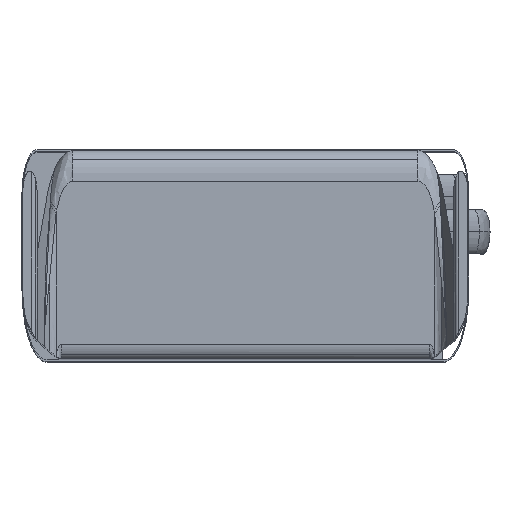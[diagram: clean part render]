
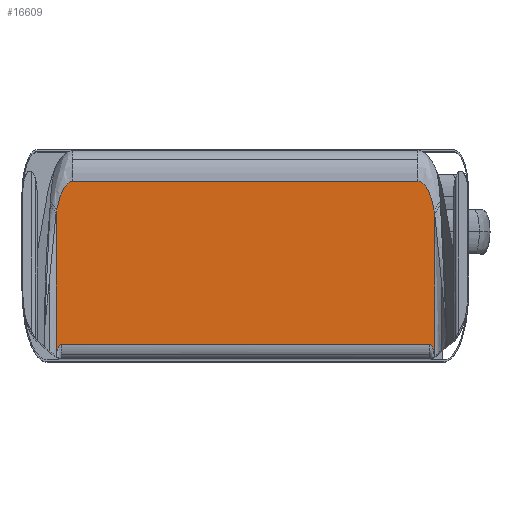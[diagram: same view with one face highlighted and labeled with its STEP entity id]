
A CAD part, top view. The second image highlights one B-rep face of the part: STEP entity #16609.
In plain terms, the highlighted planar face has unit normal (0, 0, 1).
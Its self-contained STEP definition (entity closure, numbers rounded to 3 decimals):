
#242 = LINE ( 'NONE', #25598, #5658 ) ;
#421 = CARTESIAN_POINT ( 'NONE',  ( 9.589, -5.07, 44.5 ) ) ;
#728 = VECTOR ( 'NONE', #26800, 1000. ) ;
#907 = CARTESIAN_POINT ( 'NONE',  ( -0.964, -12.043, 44.5 ) ) ;
#1333 = LINE ( 'NONE', #10187, #15468 ) ;
#1384 = EDGE_CURVE ( 'NONE', #28737, #27473, #5850, .T. ) ;
#1503 = VERTEX_POINT ( 'NONE', #23555 ) ;
#1637 = CARTESIAN_POINT ( 'NONE',  ( 9.217, -4.97, 44.5 ) ) ;
#1806 = CARTESIAN_POINT ( 'NONE',  ( -9.214, -4.972, 44.5 ) ) ;
#1816 = VERTEX_POINT ( 'NONE', #25975 ) ;
#1820 = CARTESIAN_POINT ( 'NONE',  ( -9.225, 2.003, 44.5 ) ) ;
#1985 = VECTOR ( 'NONE', #21964, 1000. ) ;
#2516 = CARTESIAN_POINT ( 'NONE',  ( -9.225, -5.07, 44.5 ) ) ;
#2564 = PLANE ( 'NONE',  #27783 ) ;
#4187 = CARTESIAN_POINT ( 'NONE',  ( 9.225, -5.07, 44.5 ) ) ;
#4372 = CARTESIAN_POINT ( 'NONE',  ( -9.214, -4.972, 44.5 ) ) ;
#4802 =( BOUNDED_CURVE ( )  B_SPLINE_CURVE ( 3, ( #18482, #27549, #20779, #9339 ),
 .UNSPECIFIED., .F., .F. ) 
 B_SPLINE_CURVE_WITH_KNOTS ( ( 4, 4 ),
 ( 0., 1. ),
 .UNSPECIFIED. ) 
 CURVE ( )  GEOMETRIC_REPRESENTATION_ITEM ( )  RATIONAL_B_SPLINE_CURVE ( ( 1., 1., 1., 1. ) ) 
 REPRESENTATION_ITEM ( '' )  );
#4965 = CARTESIAN_POINT ( 'NONE',  ( -0.63, -4.37, 44.5 ) ) ;
#5007 = ORIENTED_EDGE ( 'NONE', *, *, #6515, .F. ) ;
#5059 = ORIENTED_EDGE ( 'NONE', *, *, #12096, .F. ) ;
#5192 = EDGE_CURVE ( 'NONE', #20529, #27979, #15328, .T. ) ;
#5658 = VECTOR ( 'NONE', #23010, 1000. ) ;
#5662 = EDGE_CURVE ( 'NONE', #13491, #28737, #9984, .T. ) ;
#5850 = LINE ( 'NONE', #4187, #728 ) ;
#6515 = EDGE_CURVE ( 'NONE', #15481, #13491, #28678, .T. ) ;
#6612 = CARTESIAN_POINT ( 'NONE',  ( -9.192, 2.188, 44.5 ) ) ;
#7022 = VERTEX_POINT ( 'NONE', #17970 ) ;
#7187 = EDGE_CURVE ( 'NONE', #1503, #1816, #13023, .T. ) ;
#7418 = ORIENTED_EDGE ( 'NONE', *, *, #5662, .F. ) ;
#8229 = LINE ( 'NONE', #26909, #19379 ) ;
#8438 = CARTESIAN_POINT ( 'NONE',  ( 9.04, 3.058, 44.5 ) ) ;
#8803 = CARTESIAN_POINT ( 'NONE',  ( 9.22, -4.967, 44.5 ) ) ;
#8842 = ORIENTED_EDGE ( 'NONE', *, *, #28402, .F. ) ;
#9339 = CARTESIAN_POINT ( 'NONE',  ( -9.223, -4.965, 44.5 ) ) ;
#9519 = CARTESIAN_POINT ( 'NONE',  ( -8.41, 3.57, 44.5 ) ) ;
#9760 = VERTEX_POINT ( 'NONE', #9902 ) ;
#9902 = CARTESIAN_POINT ( 'NONE',  ( -9.223, -4.965, 44.5 ) ) ;
#9965 = CARTESIAN_POINT ( 'NONE',  ( 9.214, -4.972, 44.5 ) ) ;
#9984 = LINE ( 'NONE', #12415, #13197 ) ;
#10187 = CARTESIAN_POINT ( 'NONE',  ( 9.762, -4.503, 44.5 ) ) ;
#10966 = ORIENTED_EDGE ( 'NONE', *, *, #24273, .F. ) ;
#11046 = EDGE_CURVE ( 'NONE', #12265, #15481, #242, .T. ) ;
#12096 = EDGE_CURVE ( 'NONE', #12150, #12265, #21235, .T. ) ;
#12150 = VERTEX_POINT ( 'NONE', #6612 ) ;
#12265 = VERTEX_POINT ( 'NONE', #9519 ) ;
#12381 = ORIENTED_EDGE ( 'NONE', *, *, #27634, .F. ) ;
#12415 = CARTESIAN_POINT ( 'NONE',  ( 9.984, -2.336, 44.5 ) ) ;
#12440 = CARTESIAN_POINT ( 'NONE',  ( -8.75, 3.57, 44.5 ) ) ;
#13023 =( BOUNDED_CURVE ( )  B_SPLINE_CURVE ( 3, ( #29569, #8803, #1637, #13528 ),
 .UNSPECIFIED., .F., .F. ) 
 B_SPLINE_CURVE_WITH_KNOTS ( ( 4, 4 ),
 ( 0., 1. ),
 .UNSPECIFIED. ) 
 CURVE ( )  GEOMETRIC_REPRESENTATION_ITEM ( )  RATIONAL_B_SPLINE_CURVE ( ( 1., 1., 1., 1. ) ) 
 REPRESENTATION_ITEM ( '' )  );
#13138 = ORIENTED_EDGE ( 'NONE', *, *, #11046, .F. ) ;
#13197 = VECTOR ( 'NONE', #19412, 1000. ) ;
#13491 = VERTEX_POINT ( 'NONE', #22233 ) ;
#13528 = CARTESIAN_POINT ( 'NONE',  ( 9.214, -4.972, 44.5 ) ) ;
#14063 = CARTESIAN_POINT ( 'NONE',  ( 8.972, -4.37, 44.5 ) ) ;
#14703 = CARTESIAN_POINT ( 'NONE',  ( -9.192, 2.188, 44.5 ) ) ;
#15005 = CARTESIAN_POINT ( 'NONE',  ( 9.192, 2.188, 44.5 ) ) ;
#15073 = VECTOR ( 'NONE', #28648, 1000. ) ;
#15247 = CARTESIAN_POINT ( 'NONE',  ( -8.972, -4.37, 44.5 ) ) ;
#15328 =( BOUNDED_CURVE ( )  B_SPLINE_CURVE ( 2, ( #22726, #24717, #1806 ),
 .UNSPECIFIED., .F., .F. ) 
 B_SPLINE_CURVE_WITH_KNOTS ( ( 3, 3 ),
 ( 0., 1. ),
 .UNSPECIFIED. ) 
 CURVE ( )  GEOMETRIC_REPRESENTATION_ITEM ( )  RATIONAL_B_SPLINE_CURVE ( ( 1., 0.735, 0.949 ) ) 
 REPRESENTATION_ITEM ( '' )  );
#15468 = VECTOR ( 'NONE', #28843, 1000. ) ;
#15481 = VERTEX_POINT ( 'NONE', #20378 ) ;
#15884 = CARTESIAN_POINT ( 'NONE',  ( 9.225, -4.963, 44.5 ) ) ;
#16419 = FACE_OUTER_BOUND ( 'NONE', #18871, .T. ) ;
#16539 = LINE ( 'NONE', #4965, #15073 ) ;
#16609 = ADVANCED_FACE ( 'NONE', ( #16419 ), #2564, .F. ) ;
#16724 = DIRECTION ( 'NONE',  ( 0., -1., 0. ) ) ;
#16857 = CARTESIAN_POINT ( 'NONE',  ( -9.04, 3.058, 44.5 ) ) ;
#17546 = DIRECTION ( 'NONE',  ( 0.172, 0.985, 0. ) ) ;
#17633 = ORIENTED_EDGE ( 'NONE', *, *, #1384, .F. ) ;
#17761 = EDGE_CURVE ( 'NONE', #23475, #20529, #16539, .T. ) ;
#17785 = ORIENTED_EDGE ( 'NONE', *, *, #5192, .F. ) ;
#17970 = CARTESIAN_POINT ( 'NONE',  ( -9.225, -4.963, 44.5 ) ) ;
#18482 = CARTESIAN_POINT ( 'NONE',  ( -9.214, -4.972, 44.5 ) ) ;
#18871 = EDGE_LOOP ( 'NONE', ( #10966, #21283, #23790, #17633, #7418, #5007, #13138, #5059, #12381, #19495, #28431, #8842, #17785, #28462 ) ) ;
#18954 = CARTESIAN_POINT ( 'NONE',  ( 9.196, -4.61, 44.5 ) ) ;
#19318 = VERTEX_POINT ( 'NONE', #1820 ) ;
#19379 = VECTOR ( 'NONE', #17546, 1000. ) ;
#19412 = DIRECTION ( 'NONE',  ( 0.172, -0.985, 0. ) ) ;
#19495 = ORIENTED_EDGE ( 'NONE', *, *, #29008, .F. ) ;
#19562 =( BOUNDED_CURVE ( )  B_SPLINE_CURVE ( 3, ( #9965, #18954, #21409, #14063 ),
 .UNSPECIFIED., .F., .F. ) 
 B_SPLINE_CURVE_WITH_KNOTS ( ( 4, 4 ),
 ( 0., 1. ),
 .UNSPECIFIED. ) 
 CURVE ( )  GEOMETRIC_REPRESENTATION_ITEM ( )  RATIONAL_B_SPLINE_CURVE ( ( 1., 0.837, 0.837, 1. ) ) 
 REPRESENTATION_ITEM ( '' )  );
#20129 = EDGE_CURVE ( 'NONE', #27473, #1503, #1333, .T. ) ;
#20378 = CARTESIAN_POINT ( 'NONE',  ( 8.41, 3.57, 44.5 ) ) ;
#20529 = VERTEX_POINT ( 'NONE', #15247 ) ;
#20745 = CARTESIAN_POINT ( 'NONE',  ( 9.225, 2.003, 44.5 ) ) ;
#20779 = CARTESIAN_POINT ( 'NONE',  ( -9.22, -4.967, 44.5 ) ) ;
#21099 = CARTESIAN_POINT ( 'NONE',  ( 8.972, -4.37, 44.5 ) ) ;
#21235 =( BOUNDED_CURVE ( )  B_SPLINE_CURVE ( 3, ( #14703, #16857, #12440, #26668 ),
 .UNSPECIFIED., .F., .F. ) 
 B_SPLINE_CURVE_WITH_KNOTS ( ( 4, 4 ),
 ( 0., 1. ),
 .UNSPECIFIED. ) 
 CURVE ( )  GEOMETRIC_REPRESENTATION_ITEM ( )  RATIONAL_B_SPLINE_CURVE ( ( 1., 0.9, 0.9, 1. ) ) 
 REPRESENTATION_ITEM ( '' )  );
#21283 = ORIENTED_EDGE ( 'NONE', *, *, #7187, .F. ) ;
#21409 = CARTESIAN_POINT ( 'NONE',  ( 9.1, -4.37, 44.5 ) ) ;
#21583 = LINE ( 'NONE', #2516, #28794 ) ;
#21964 = DIRECTION ( 'NONE',  ( -0.759, 0.651, 0. ) ) ;
#22177 = EDGE_CURVE ( 'NONE', #9760, #7022, #28989, .T. ) ;
#22233 = CARTESIAN_POINT ( 'NONE',  ( 9.192, 2.188, 44.5 ) ) ;
#22726 = CARTESIAN_POINT ( 'NONE',  ( -8.972, -4.37, 44.5 ) ) ;
#23010 = DIRECTION ( 'NONE',  ( 1., 0., 0. ) ) ;
#23475 = VERTEX_POINT ( 'NONE', #21099 ) ;
#23555 = CARTESIAN_POINT ( 'NONE',  ( 9.223, -4.965, 44.5 ) ) ;
#23790 = ORIENTED_EDGE ( 'NONE', *, *, #20129, .F. ) ;
#24068 = CARTESIAN_POINT ( 'NONE',  ( 8.41, 3.57, 44.5 ) ) ;
#24273 = EDGE_CURVE ( 'NONE', #1816, #23475, #19562, .T. ) ;
#24717 = CARTESIAN_POINT ( 'NONE',  ( -9.184, -4.37, 44.5 ) ) ;
#25598 = CARTESIAN_POINT ( 'NONE',  ( 9.432, 3.57, 44.5 ) ) ;
#25773 = DIRECTION ( 'NONE',  ( 0., 0., -1. ) ) ;
#25975 = CARTESIAN_POINT ( 'NONE',  ( 9.214, -4.972, 44.5 ) ) ;
#26668 = CARTESIAN_POINT ( 'NONE',  ( -8.41, 3.57, 44.5 ) ) ;
#26800 = DIRECTION ( 'NONE',  ( 0., -1., 0. ) ) ;
#26909 = CARTESIAN_POINT ( 'NONE',  ( -7.629, 11.123, 44.5 ) ) ;
#27473 = VERTEX_POINT ( 'NONE', #15884 ) ;
#27549 = CARTESIAN_POINT ( 'NONE',  ( -9.217, -4.97, 44.5 ) ) ;
#27634 = EDGE_CURVE ( 'NONE', #19318, #12150, #8229, .T. ) ;
#27783 = AXIS2_PLACEMENT_3D ( 'NONE', #421, #25773, #16724 ) ;
#27979 = VERTEX_POINT ( 'NONE', #4372 ) ;
#28046 = DIRECTION ( 'NONE',  ( 0., 1., 0. ) ) ;
#28402 = EDGE_CURVE ( 'NONE', #27979, #9760, #4802, .T. ) ;
#28431 = ORIENTED_EDGE ( 'NONE', *, *, #22177, .F. ) ;
#28462 = ORIENTED_EDGE ( 'NONE', *, *, #17761, .F. ) ;
#28648 = DIRECTION ( 'NONE',  ( -1., 0., 0. ) ) ;
#28678 =( BOUNDED_CURVE ( )  B_SPLINE_CURVE ( 3, ( #24068, #29380, #8438, #15005 ),
 .UNSPECIFIED., .F., .F. ) 
 B_SPLINE_CURVE_WITH_KNOTS ( ( 4, 4 ),
 ( 0., 1. ),
 .UNSPECIFIED. ) 
 CURVE ( )  GEOMETRIC_REPRESENTATION_ITEM ( )  RATIONAL_B_SPLINE_CURVE ( ( 1., 0.9, 0.9, 1. ) ) 
 REPRESENTATION_ITEM ( '' )  );
#28737 = VERTEX_POINT ( 'NONE', #20745 ) ;
#28794 = VECTOR ( 'NONE', #28046, 1000. ) ;
#28843 = DIRECTION ( 'NONE',  ( -0.759, -0.651, 0. ) ) ;
#28989 = LINE ( 'NONE', #907, #1985 ) ;
#29008 = EDGE_CURVE ( 'NONE', #7022, #19318, #21583, .T. ) ;
#29380 = CARTESIAN_POINT ( 'NONE',  ( 8.75, 3.57, 44.5 ) ) ;
#29569 = CARTESIAN_POINT ( 'NONE',  ( 9.223, -4.965, 44.5 ) ) ;
